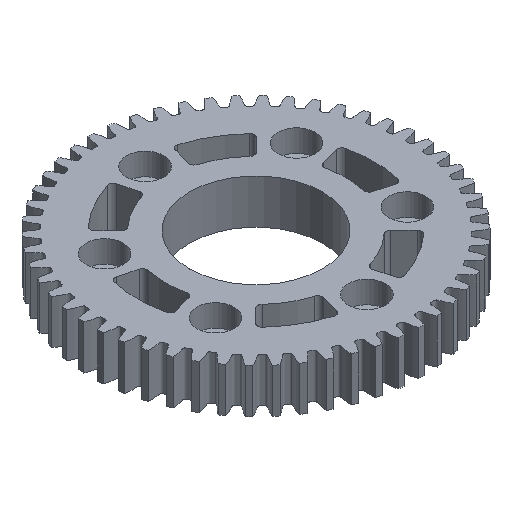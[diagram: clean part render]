
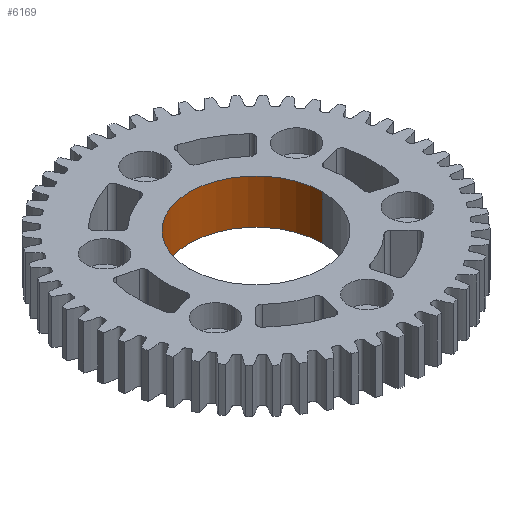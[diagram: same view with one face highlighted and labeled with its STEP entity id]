
A CAD part, isometric view. The second image highlights one B-rep face of the part: STEP entity #6169.
In plain terms, the highlighted cylindrical face has radius 14.306 mm (diameter 28.613 mm), a partial arc.
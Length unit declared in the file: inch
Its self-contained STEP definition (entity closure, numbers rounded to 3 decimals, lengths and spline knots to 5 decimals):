
#155 = AXIS2_PLACEMENT_3D ( 'NONE', #12404, #12400, #12382 ) ;
#368 = VERTEX_POINT ( 'NONE', #13496 ) ;
#685 = VERTEX_POINT ( 'NONE', #7079 ) ;
#1933 = EDGE_CURVE ( 'NONE', #368, #16234, #10685, .T. ) ;
#3580 = EDGE_CURVE ( 'NONE', #685, #368, #4336, .T. ) ;
#4336 = LINE ( 'NONE', #5446, #20613 ) ;
#4484 = ORIENTED_EDGE ( 'NONE', *, *, #12832, .F. ) ;
#4913 = VERTEX_POINT ( 'NONE', #14044 ) ;
#4956 = LINE ( 'NONE', #6462, #17390 ) ;
#5063 = EDGE_CURVE ( 'NONE', #685, #4913, #17746, .T. ) ;
#5446 = CARTESIAN_POINT ( 'NONE',  ( 0.56325, 0., 0.1875 ) ) ;
#5447 = EDGE_LOOP ( 'NONE', ( #4484, #20004, #12253, #14652 ) ) ;
#5474 = DIRECTION ( 'NONE',  ( 0., 0., 1. ) ) ;
#6077 = AXIS2_PLACEMENT_3D ( 'NONE', #18144, #18129, #18124 ) ;
#6169 = ADVANCED_FACE ( 'NONE', ( #12038 ), #11504, .F. ) ;
#6462 = CARTESIAN_POINT ( 'NONE',  ( -0.56325, 0., 0.1875 ) ) ;
#7079 = CARTESIAN_POINT ( 'NONE',  ( 0.56325, 0., -0.1875 ) ) ;
#9419 = AXIS2_PLACEMENT_3D ( 'NONE', #11565, #11498, #11628 ) ;
#10685 = CIRCLE ( 'NONE', #6077, 0.56325 ) ;
#11498 = DIRECTION ( 'NONE',  ( 0., 0., 1. ) ) ;
#11504 = CYLINDRICAL_SURFACE ( 'NONE', #9419, 0.56325 ) ;
#11565 = CARTESIAN_POINT ( 'NONE',  ( 0., 0., 0.1875 ) ) ;
#11628 = DIRECTION ( 'NONE',  ( 1., 0., 0. ) ) ;
#12038 = FACE_OUTER_BOUND ( 'NONE', #5447, .T. ) ;
#12253 = ORIENTED_EDGE ( 'NONE', *, *, #3580, .T. ) ;
#12382 = DIRECTION ( 'NONE',  ( 1., 0., 0. ) ) ;
#12400 = DIRECTION ( 'NONE',  ( 0., 0., 1. ) ) ;
#12404 = CARTESIAN_POINT ( 'NONE',  ( 0., 0., -0.1875 ) ) ;
#12832 = EDGE_CURVE ( 'NONE', #4913, #16234, #4956, .T. ) ;
#13496 = CARTESIAN_POINT ( 'NONE',  ( 0.56325, 0., 0.1875 ) ) ;
#14044 = CARTESIAN_POINT ( 'NONE',  ( -0.56325, 0., -0.1875 ) ) ;
#14652 = ORIENTED_EDGE ( 'NONE', *, *, #1933, .T. ) ;
#16234 = VERTEX_POINT ( 'NONE', #19799 ) ;
#17390 = VECTOR ( 'NONE', #21057, 39.37008 ) ;
#17746 = CIRCLE ( 'NONE', #155, 0.56325 ) ;
#18124 = DIRECTION ( 'NONE',  ( 1., 0., 0. ) ) ;
#18129 = DIRECTION ( 'NONE',  ( 0., 0., 1. ) ) ;
#18144 = CARTESIAN_POINT ( 'NONE',  ( 0., 0., 0.1875 ) ) ;
#19799 = CARTESIAN_POINT ( 'NONE',  ( -0.56325, 0., 0.1875 ) ) ;
#20004 = ORIENTED_EDGE ( 'NONE', *, *, #5063, .F. ) ;
#20613 = VECTOR ( 'NONE', #5474, 39.37008 ) ;
#21057 = DIRECTION ( 'NONE',  ( 0., 0., 1. ) ) ;
